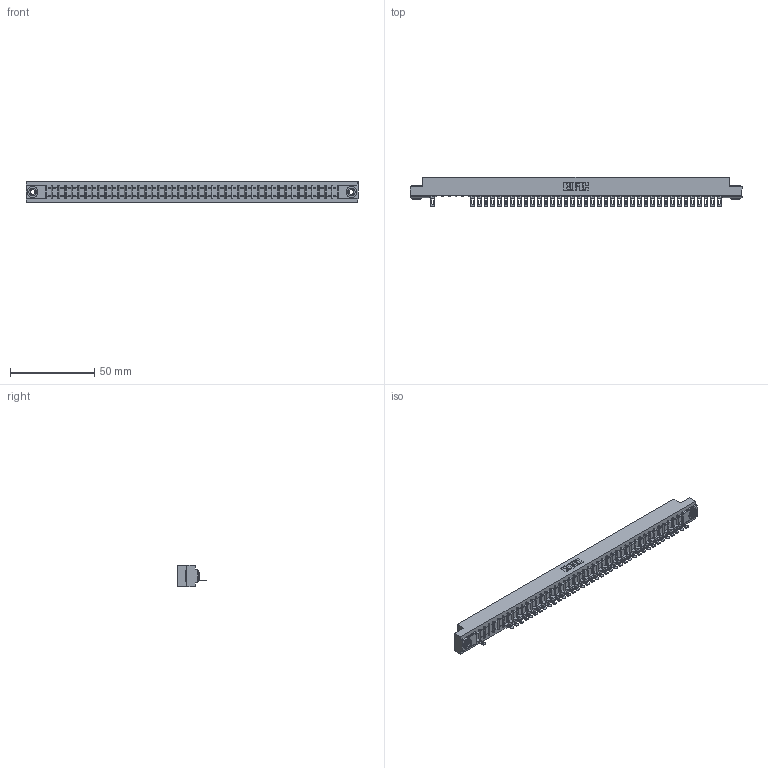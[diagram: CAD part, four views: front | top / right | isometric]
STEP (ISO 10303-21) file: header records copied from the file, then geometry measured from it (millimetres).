
FILE_DESCRIPTION (( 'STEP AP203' ), '1' );
FILE_NAME ('357-044-501-103.STEP', '2018-08-11T11:23:33', ( '' ), ( '' ), 'SwSTEP 2.0', 'SolidWorks 2016', '' );
FILE_SCHEMA (( 'CONFIG_CONTROL_DESIGN' ));
Length unit declared in the file: inch
Products named in the file (4): 307 Part_.156 Dia Mounting Holes; 307-290-002_501; 345-250-002_345-250-002-102; 357-044-501-103
Assembly tree (42 placements, depth 2):
  357-044-501-103
    307 Part_.156 Dia Mounting Holes
    307-290-002_501  x39
    345-250-002_345-250-002-102  x2
Bounding box: 197.36 x 17.42 x 12.7 mm (x, y, z)
Volume: 21025.3 mm3; surface area: 26065.9 mm2
Topology: 42 solids, 42 shells, 3279 faces, 10037 edges, 6566 vertices
Faces by surface type: plane 1870, cylinder 1311, sphere 90, cone 8
Entity records: 39173 total; most frequent: CARTESIAN_POINT 6608, ORIENTED_EDGE 6594, DIRECTION 6433, EDGE_CURVE 3297, LINE 2515, VECTOR 2515, VERTEX_POINT 2134, AXIS2_PLACEMENT_3D 1959
